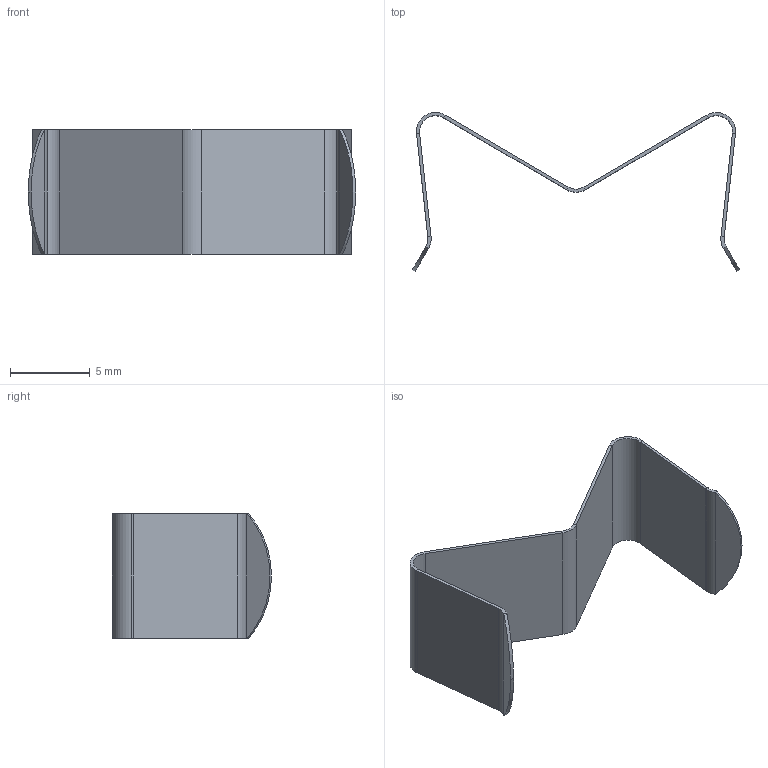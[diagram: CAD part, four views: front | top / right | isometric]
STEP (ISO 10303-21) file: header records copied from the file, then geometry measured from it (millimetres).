
FILE_DESCRIPTION (( 'STEP AP214' ), '1' );
FILE_NAME ('096fn10.STEP', '2014-08-18T12:18:07', ( '' ), ( '' ), 'SwSTEP 2.0', 'SolidWorks 2014', '' );
FILE_SCHEMA (( 'AUTOMOTIVE_DESIGN' ));
Length unit declared in the file: millimetre
Products named in the file (1): 096fn10
Bounding box: 20.5 x 9.96 x 7.8 mm (x, y, z)
Volume: 63.3 mm3; surface area: 651.7 mm2
Topology: 1 solids, 1 shells, 47 faces, 95 edges, 50 vertices
Faces by surface type: plane 30, cylinder 17
Entity records: 1217 total; most frequent: DIRECTION 225, CARTESIAN_POINT 193, ORIENTED_EDGE 190, EDGE_CURVE 95, AXIS2_PLACEMENT_3D 82, LINE 61, VECTOR 61, VERTEX_POINT 50
